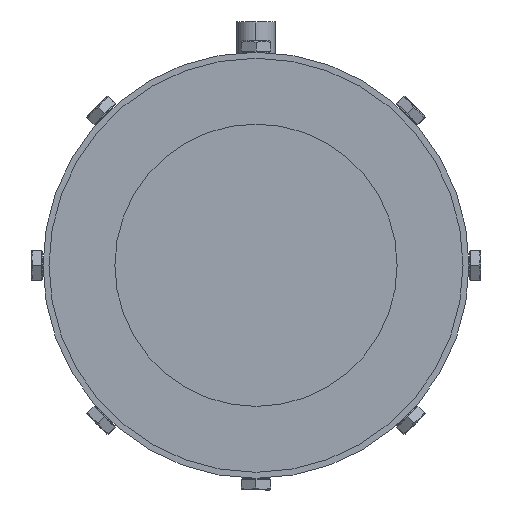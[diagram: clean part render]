
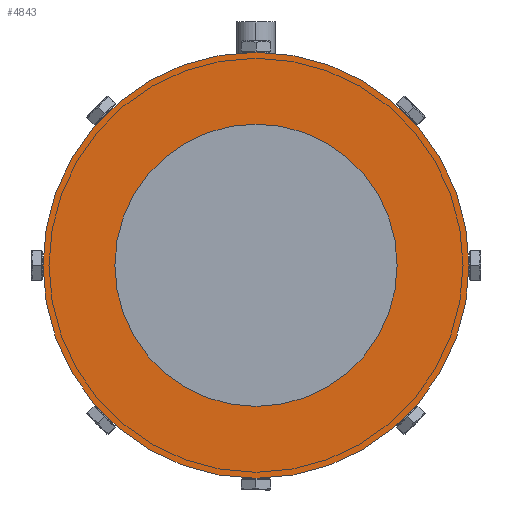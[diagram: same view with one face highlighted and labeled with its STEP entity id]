
A CAD part, front view. The second image highlights one B-rep face of the part: STEP entity #4843.
In plain terms, the highlighted planar face has unit normal (0, -1, 0).
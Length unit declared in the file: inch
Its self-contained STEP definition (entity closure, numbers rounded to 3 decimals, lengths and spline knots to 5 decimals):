
#68 = CIRCLE ( 'NONE', #8618, 3.113 ) ;
#371 = DIRECTION ( 'NONE',  ( 0., 0., 1. ) ) ;
#527 = DIRECTION ( 'NONE',  ( 0., -1., 0. ) ) ;
#947 = CIRCLE ( 'NONE', #4617, 3.113 ) ;
#1984 = CARTESIAN_POINT ( 'NONE',  ( 0.00868, 2.15266, 0. ) ) ;
#2592 = PLANE ( 'NONE',  #8751 ) ;
#2672 = DIRECTION ( 'NONE',  ( 0., 0., 1. ) ) ;
#4551 = DIRECTION ( 'NONE',  ( 0., 1., 0. ) ) ;
#4617 = AXIS2_PLACEMENT_3D ( 'NONE', #1984, #6777, #2672 ) ;
#4704 = CARTESIAN_POINT ( 'NONE',  ( 0.00868, 2.15266, -3.113 ) ) ;
#4713 = CARTESIAN_POINT ( 'NONE',  ( 0.00868, 2.15266, 3.113 ) ) ;
#4843 = ADVANCED_FACE ( 'NONE', ( #5082 ), #2592, .T. ) ;
#5082 = FACE_OUTER_BOUND ( 'NONE', #8032, .T. ) ;
#5363 = DIRECTION ( 'NONE',  ( 0., 0., -1. ) ) ;
#5445 = EDGE_CURVE ( 'NONE', #6729, #6331, #947, .T. ) ;
#6243 = ORIENTED_EDGE ( 'NONE', *, *, #5445, .F. ) ;
#6331 = VERTEX_POINT ( 'NONE', #8240 ) ;
#6729 = VERTEX_POINT ( 'NONE', #4704 ) ;
#6777 = DIRECTION ( 'NONE',  ( 0., 1., 0. ) ) ;
#7820 = EDGE_CURVE ( 'NONE', #6331, #6729, #68, .T. ) ;
#8032 = EDGE_LOOP ( 'NONE', ( #8161, #6243 ) ) ;
#8161 = ORIENTED_EDGE ( 'NONE', *, *, #7820, .F. ) ;
#8240 = CARTESIAN_POINT ( 'NONE',  ( 0.00868, 2.15266, 3.113 ) ) ;
#8601 = CARTESIAN_POINT ( 'NONE',  ( 0.00868, 2.15266, 0. ) ) ;
#8618 = AXIS2_PLACEMENT_3D ( 'NONE', #8601, #4551, #371 ) ;
#8751 = AXIS2_PLACEMENT_3D ( 'NONE', #4713, #527, #5363 ) ;
